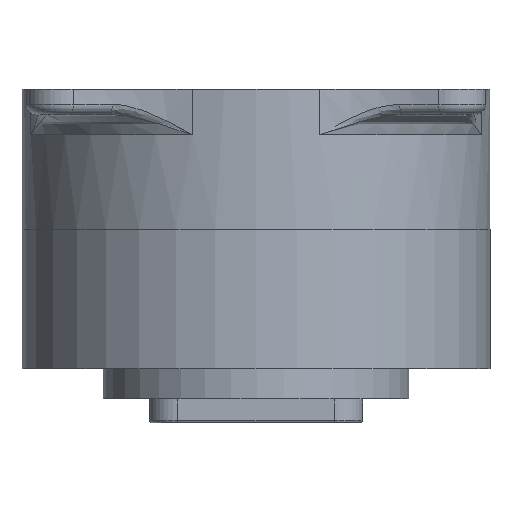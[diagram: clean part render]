
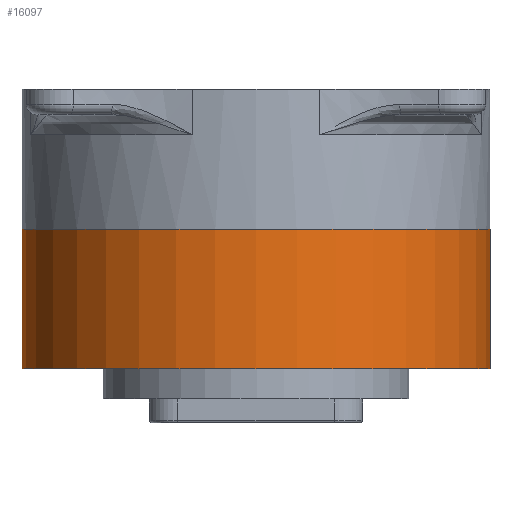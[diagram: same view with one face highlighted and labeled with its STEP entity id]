
A CAD part, front view. The second image highlights one B-rep face of the part: STEP entity #16097.
In plain terms, the highlighted cylindrical face has radius 46 mm (diameter 92 mm), a full revolution.
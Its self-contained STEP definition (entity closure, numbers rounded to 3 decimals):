
#2100=FACE_OUTER_BOUND('',#3067,.T.);
#3067=EDGE_LOOP('',(#13959,#13960,#13961,#13962));
#4313=LINE('',#36583,#5615);
#5615=VECTOR('',#20679,46.);
#6416=CIRCLE('',#17388,46.);
#6417=CIRCLE('',#17389,46.);
#7761=VERTEX_POINT('',#36580);
#7762=VERTEX_POINT('',#36582);
#9895=EDGE_CURVE('',#7761,#7761,#6416,.T.);
#9896=EDGE_CURVE('',#7761,#7762,#4313,.T.);
#9897=EDGE_CURVE('',#7762,#7762,#6417,.T.);
#13959=ORIENTED_EDGE('',*,*,#9895,.F.);
#13960=ORIENTED_EDGE('',*,*,#9896,.T.);
#13961=ORIENTED_EDGE('',*,*,#9897,.F.);
#13962=ORIENTED_EDGE('',*,*,#9896,.F.);
#15382=CYLINDRICAL_SURFACE('',#17387,46.);
#16097=ADVANCED_FACE('',(#2100),#15382,.T.);
#17387=AXIS2_PLACEMENT_3D('',#36579,#20675,#20676);
#17388=AXIS2_PLACEMENT_3D('',#36581,#20677,#20678);
#17389=AXIS2_PLACEMENT_3D('',#36584,#20680,#20681);
#20675=DIRECTION('center_axis',(0.,0.,-1.));
#20676=DIRECTION('ref_axis',(-1.,0.,0.));
#20677=DIRECTION('center_axis',(0.,0.,-1.));
#20678=DIRECTION('ref_axis',(-1.,0.,0.));
#20679=DIRECTION('',(0.,0.,1.));
#20680=DIRECTION('center_axis',(0.,0.,1.));
#20681=DIRECTION('ref_axis',(-1.,0.,0.));
#36579=CARTESIAN_POINT('Origin',(430.,0.,-5.4));
#36580=CARTESIAN_POINT('',(476.,0.,-32.9));
#36581=CARTESIAN_POINT('Origin',(430.,0.,-32.9));
#36582=CARTESIAN_POINT('',(476.,0.,-5.4));
#36583=CARTESIAN_POINT('',(476.,0.,-5.4));
#36584=CARTESIAN_POINT('Origin',(430.,0.,-5.4));
